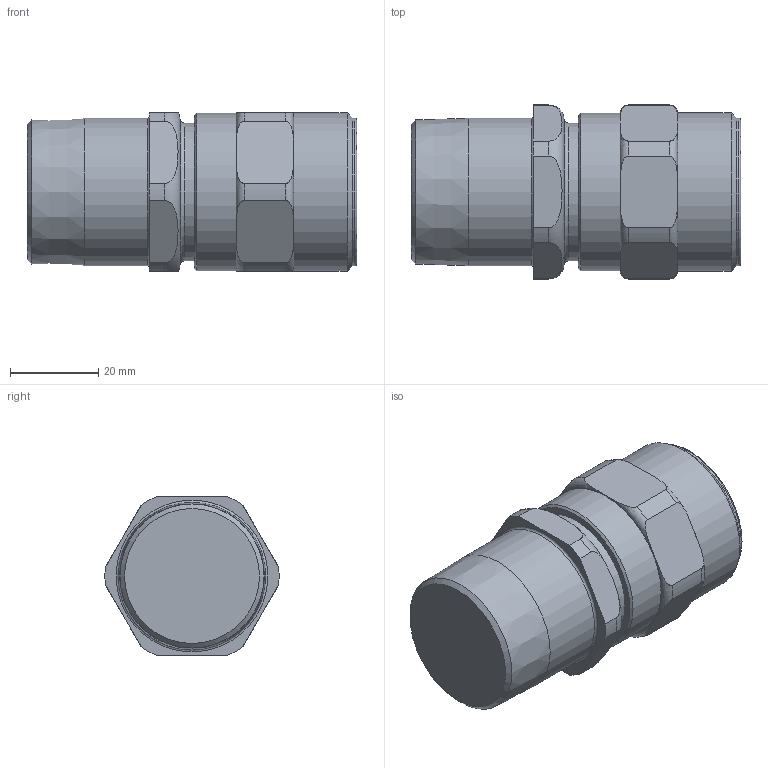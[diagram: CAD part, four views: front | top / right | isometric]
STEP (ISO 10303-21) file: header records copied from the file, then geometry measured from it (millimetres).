
FILE_DESCRIPTION(/* description */ (''),/* implementation_level */ '2;1');
FILE_NAME(/* name */ '150 RAC X B_1_NPT.stp',/* time_stamp */ '2021-04-25T20:20:23+06:00',/* author */ ('vinaykumark'),/* organization */ (''),/* preprocessor_version */ 'ST-DEVELOPER v18',/* originating_system */ 'Autodesk Inventor 2020',/* authorisation */ '');
FILE_SCHEMA (('AUTOMOTIVE_DESIGN { 1 0 10303 214 3 1 1 }'));
Length unit declared in the file: inch
Products named in the file (1): 150 RAC X B_1_NPT
Bounding box: 74.65 x 39.48 x 36 mm (x, y, z)
Volume: 97387.9 mm3; surface area: 20907.6 mm2
Topology: 6 solids, 6 shells, 133 faces, 396 edges, 276 vertices
Faces by surface type: torus 41, cylinder 36, cone 27, plane 25, sphere 4
Full cylindrical faces by diameter (mm): 0.8 x12, 20.2 x1, 27.25 x1, 29.8 x1, 30.5 x3, 31.2 x1, 33.337 x1, 33.4 x1, 33.52 x1, 35.65 x1, 35.86 x1
Entity records: 5217 total; most frequent: CARTESIAN_POINT 1232, DIRECTION 929, ORIENTED_EDGE 776, AXIS2_PLACEMENT_3D 424, EDGE_CURVE 388, CIRCLE 290, VERTEX_POINT 272, EDGE_LOOP 138
